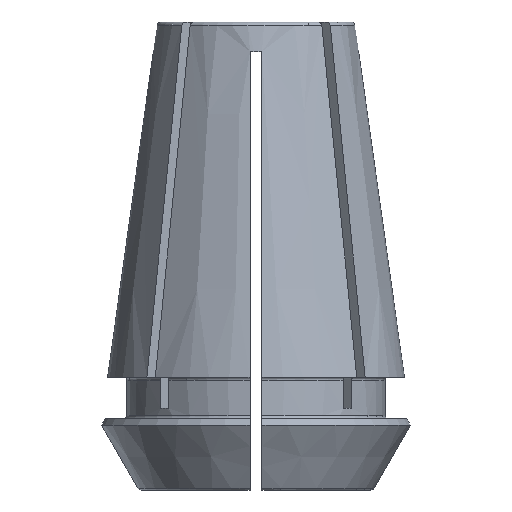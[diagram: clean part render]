
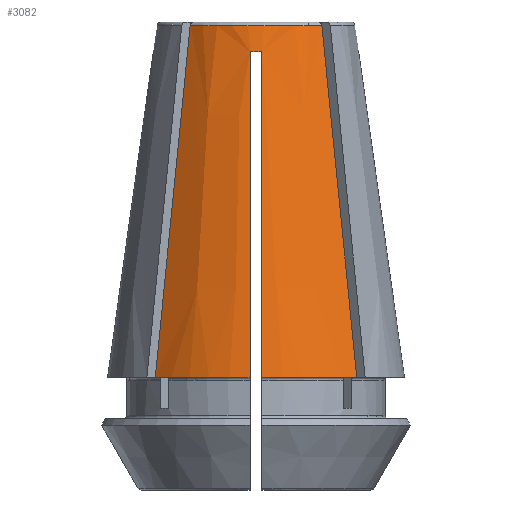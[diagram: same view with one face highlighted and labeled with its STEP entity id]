
A CAD part, front view. The second image highlights one B-rep face of the part: STEP entity #3082.
In plain terms, the highlighted conical face has half-angle 8 degrees and reference radius 6.641 mm.
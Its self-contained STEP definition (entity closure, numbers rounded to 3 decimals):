
#118=B_SPLINE_CURVE_WITH_KNOTS('',3,(#4689,#4690,#4691,#4692,#4693,#4694,
#4695),.UNSPECIFIED.,.F.,.F.,(4,3,4),(0.,0.018,
0.024),.UNSPECIFIED.);
#119=B_SPLINE_CURVE_WITH_KNOTS('',3,(#4699,#4700,#4701,#4702,#4703,#4704,
#4705),.UNSPECIFIED.,.F.,.F.,(4,3,4),(0.,0.012,
0.024),.UNSPECIFIED.);
#120=B_SPLINE_CURVE_WITH_KNOTS('',3,(#4709,#4710,#4711,#4712,#4713,#4714,
#4715,#4716,#4717,#4718),.UNSPECIFIED.,.F.,.F.,(4,3,3,4),(0.01,
0.013,0.026,0.032),.UNSPECIFIED.);
#121=B_SPLINE_CURVE_WITH_KNOTS('',3,(#4722,#4723,#4724,#4725,#4726,#4727,
#4728,#4729,#4730,#4731),.UNSPECIFIED.,.F.,.F.,(4,3,3,4),(0.01,
0.013,0.026,0.032),.UNSPECIFIED.);
#207=CONICAL_SURFACE('',#3283,6.641,0.14);
#260=CIRCLE('',#3284,10.);
#261=CIRCLE('',#3285,6.677);
#262=CIRCLE('',#3286,10.);
#263=CIRCLE('',#3287,6.922);
#488=ORIENTED_EDGE('',*,*,#1495,.T.);
#489=ORIENTED_EDGE('',*,*,#1496,.T.);
#490=ORIENTED_EDGE('',*,*,#1497,.F.);
#491=ORIENTED_EDGE('',*,*,#1498,.T.);
#492=ORIENTED_EDGE('',*,*,#1499,.T.);
#493=ORIENTED_EDGE('',*,*,#1500,.F.);
#494=ORIENTED_EDGE('',*,*,#1501,.F.);
#495=ORIENTED_EDGE('',*,*,#1502,.T.);
#1495=EDGE_CURVE('',#1998,#1999,#260,.T.);
#1496=EDGE_CURVE('',#1999,#2000,#118,.T.);
#1497=EDGE_CURVE('',#2001,#2000,#261,.T.);
#1498=EDGE_CURVE('',#2001,#2002,#119,.T.);
#1499=EDGE_CURVE('',#2002,#2003,#262,.T.);
#1500=EDGE_CURVE('',#2004,#2003,#120,.T.);
#1501=EDGE_CURVE('',#2005,#2004,#263,.T.);
#1502=EDGE_CURVE('',#2005,#1998,#121,.T.);
#1998=VERTEX_POINT('',#4687);
#1999=VERTEX_POINT('',#4688);
#2000=VERTEX_POINT('',#4696);
#2001=VERTEX_POINT('',#4698);
#2002=VERTEX_POINT('',#4706);
#2003=VERTEX_POINT('',#4708);
#2004=VERTEX_POINT('',#4719);
#2005=VERTEX_POINT('',#4721);
#2710=EDGE_LOOP('',(#488,#489,#490,#491,#492,#493,#494,#495));
#2878=FACE_BOUND('',#2710,.T.);
#3082=ADVANCED_FACE('',(#2878),#207,.T.);
#3283=AXIS2_PLACEMENT_3D('',#4685,#3704,#3705);
#3284=AXIS2_PLACEMENT_3D('',#4686,#3706,#3707);
#3285=AXIS2_PLACEMENT_3D('',#4697,#3708,#3709);
#3286=AXIS2_PLACEMENT_3D('',#4707,#3710,#3711);
#3287=AXIS2_PLACEMENT_3D('',#4720,#3712,#3713);
#3704=DIRECTION('',(0.,0.,-1.));
#3705=DIRECTION('',(-1.,0.,0.));
#3706=DIRECTION('',(0.,0.,1.));
#3707=DIRECTION('',(1.,0.,0.));
#3708=DIRECTION('',(0.,0.,1.));
#3709=DIRECTION('',(1.,0.,0.));
#3710=DIRECTION('',(0.,0.,1.));
#3711=DIRECTION('',(1.,0.,0.));
#3712=DIRECTION('',(0.,0.,-1.));
#3713=DIRECTION('',(-1.,0.,0.));
#4685=CARTESIAN_POINT('',(0.,0.,26.7));
#4686=CARTESIAN_POINT('',(0.,0.,2.8));
#4687=CARTESIAN_POINT('',(0.4,-9.992,2.8));
#4688=CARTESIAN_POINT('',(6.783,-7.348,2.8));
#4689=CARTESIAN_POINT('',(6.783,-7.348,2.8));
#4690=CARTESIAN_POINT('',(6.206,-6.772,8.595));
#4691=CARTESIAN_POINT('',(5.63,-6.195,14.39));
#4692=CARTESIAN_POINT('',(5.053,-5.619,20.185));
#4693=CARTESIAN_POINT('',(4.845,-5.411,22.271));
#4694=CARTESIAN_POINT('',(4.638,-5.204,24.356));
#4695=CARTESIAN_POINT('',(4.43,-4.996,26.442));
#4696=CARTESIAN_POINT('',(4.43,-4.996,26.442));
#4697=CARTESIAN_POINT('',(0.,0.,26.442));
#4698=CARTESIAN_POINT('',(-4.43,-4.996,26.442));
#4699=CARTESIAN_POINT('',(-4.43,-4.996,26.442));
#4700=CARTESIAN_POINT('',(-4.816,-5.381,22.572));
#4701=CARTESIAN_POINT('',(-5.201,-5.766,18.703));
#4702=CARTESIAN_POINT('',(-5.586,-6.151,14.833));
#4703=CARTESIAN_POINT('',(-5.985,-6.55,10.822));
#4704=CARTESIAN_POINT('',(-6.384,-6.949,6.811));
#4705=CARTESIAN_POINT('',(-6.783,-7.348,2.8));
#4706=CARTESIAN_POINT('',(-6.783,-7.348,2.8));
#4707=CARTESIAN_POINT('',(0.,0.,2.8));
#4708=CARTESIAN_POINT('',(-0.4,-9.992,2.8));
#4709=CARTESIAN_POINT('',(-0.4,-6.911,24.7));
#4710=CARTESIAN_POINT('',(-0.4,-7.043,23.76));
#4711=CARTESIAN_POINT('',(-0.4,-7.175,22.819));
#4712=CARTESIAN_POINT('',(-0.4,-7.308,21.879));
#4713=CARTESIAN_POINT('',(-0.4,-7.905,17.638));
#4714=CARTESIAN_POINT('',(-0.4,-8.501,13.396));
#4715=CARTESIAN_POINT('',(-0.4,-9.098,9.155));
#4716=CARTESIAN_POINT('',(-0.4,-9.396,7.037));
#4717=CARTESIAN_POINT('',(-0.4,-9.694,4.918));
#4718=CARTESIAN_POINT('',(-0.4,-9.992,2.8));
#4719=CARTESIAN_POINT('',(-0.4,-6.911,24.7));
#4720=CARTESIAN_POINT('',(0.,0.,24.7));
#4721=CARTESIAN_POINT('',(0.4,-6.911,24.7));
#4722=CARTESIAN_POINT('',(0.4,-6.911,24.7));
#4723=CARTESIAN_POINT('',(0.4,-7.043,23.76));
#4724=CARTESIAN_POINT('',(0.4,-7.175,22.819));
#4725=CARTESIAN_POINT('',(0.4,-7.308,21.879));
#4726=CARTESIAN_POINT('',(0.4,-7.905,17.638));
#4727=CARTESIAN_POINT('',(0.4,-8.501,13.396));
#4728=CARTESIAN_POINT('',(0.4,-9.098,9.155));
#4729=CARTESIAN_POINT('',(0.4,-9.396,7.037));
#4730=CARTESIAN_POINT('',(0.4,-9.694,4.918));
#4731=CARTESIAN_POINT('',(0.4,-9.992,2.8));
